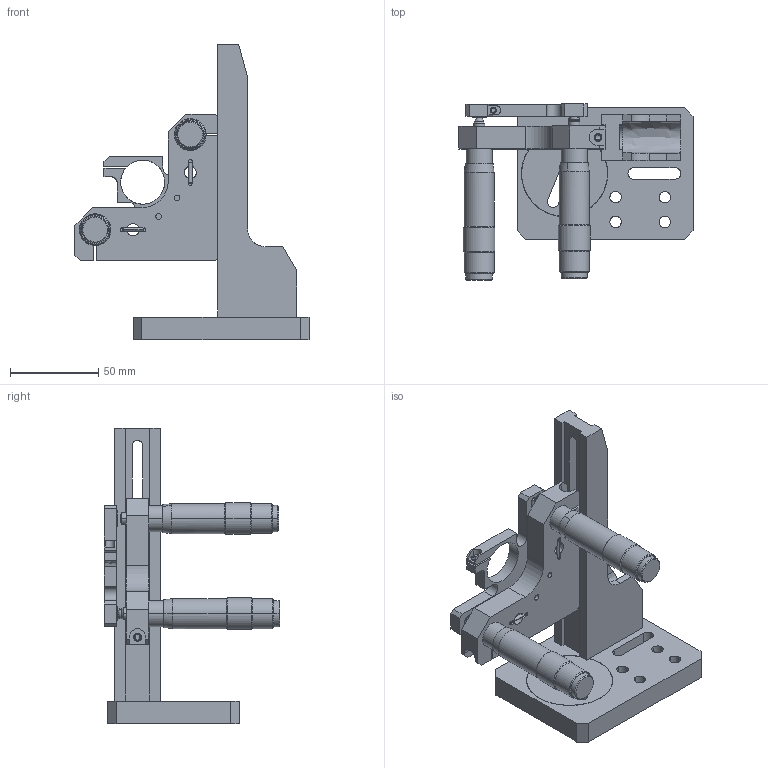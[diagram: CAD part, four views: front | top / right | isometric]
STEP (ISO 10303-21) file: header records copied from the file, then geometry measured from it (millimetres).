
FILE_DESCRIPTION(/* description */ (''),/* implementation_level */ '2;1');
FILE_NAME(/* name */ 'MMB-KV25',/* time_stamp */ '2024-08-08T17:16:49+03:00',/* author */ (''),/* organization */ (''),/* preprocessor_version */ 'ST-DEVELOPER v15',/* originating_system */ '',/* authorisation */ '');
FILE_SCHEMA (('AUTOMOTIVE_DESIGN'));
Length unit declared in the file: millimetre
Products named in the file (1): Document
Bounding box: 133 x 99.89 x 168 mm (x, y, z)
Volume: 237284.3 mm3; surface area: 82420.4 mm2
Topology: 17 solids, 17 shells, 423 faces, 1141 edges, 748 vertices
Faces by surface type: bspline 244, plane 179
Entity records: 15162 total; most frequent: CARTESIAN_POINT 8656, ORIENTED_EDGE 2234, EDGE_CURVE 1117, VERTEX_POINT 748, EDGE_LOOP 495, ADVANCED_FACE 423, FACE_OUTER_BOUND 423, B_SPLINE_CURVE_WITH_KNOTS 384
